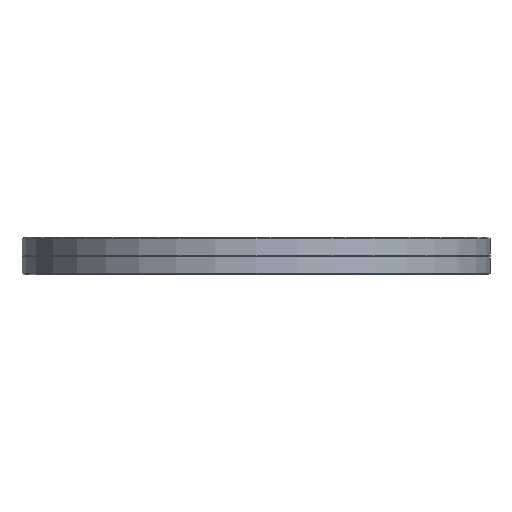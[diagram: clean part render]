
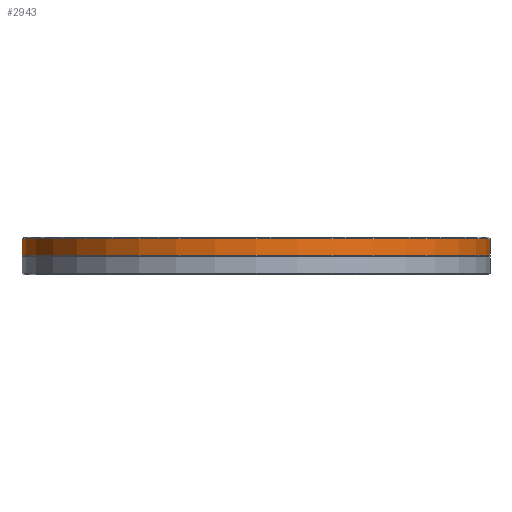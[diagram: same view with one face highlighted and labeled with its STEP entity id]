
A CAD part, front view. The second image highlights one B-rep face of the part: STEP entity #2943.
In plain terms, the highlighted cylindrical face has radius 177.8 mm (diameter 355.6 mm), a partial arc.
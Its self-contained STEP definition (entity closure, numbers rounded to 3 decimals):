
#57 = EDGE_CURVE ( 'NONE', #350, #3421, #1553, .T. ) ;
#65 = DIRECTION ( 'NONE',  ( 0., 0., -1. ) ) ;
#178 = ORIENTED_EDGE ( 'NONE', *, *, #1200, .F. ) ;
#350 = VERTEX_POINT ( 'NONE', #2364 ) ;
#673 = AXIS2_PLACEMENT_3D ( 'NONE', #2846, #977, #3168 ) ;
#731 = CARTESIAN_POINT ( 'NONE',  ( 0., 0., -13.502 ) ) ;
#800 = CYLINDRICAL_SURFACE ( 'NONE', #3433, 177.8 ) ;
#848 = AXIS2_PLACEMENT_3D ( 'NONE', #731, #2915, #1051 ) ;
#868 = DIRECTION ( 'NONE',  ( -1., 0., 0. ) ) ;
#977 = DIRECTION ( 'NONE',  ( 0., 0., 1. ) ) ;
#987 = LINE ( 'NONE', #3446, #3393 ) ;
#1051 = DIRECTION ( 'NONE',  ( -1., 0., 0. ) ) ;
#1193 = CARTESIAN_POINT ( 'NONE',  ( -177.8, 0., -13.502 ) ) ;
#1200 = EDGE_CURVE ( 'NONE', #3421, #3880, #987, .T. ) ;
#1306 = LINE ( 'NONE', #1964, #2863 ) ;
#1553 = CIRCLE ( 'NONE', #673, 177.8 ) ;
#1639 = EDGE_CURVE ( 'NONE', #3627, #3880, #2054, .T. ) ;
#1644 = ORIENTED_EDGE ( 'NONE', *, *, #3939, .T. ) ;
#1790 = DIRECTION ( 'NONE',  ( 0., 0., -1. ) ) ;
#1850 = ORIENTED_EDGE ( 'NONE', *, *, #57, .F. ) ;
#1964 = CARTESIAN_POINT ( 'NONE',  ( -177.8, 0., -7.75 ) ) ;
#2054 = CIRCLE ( 'NONE', #848, 177.8 ) ;
#2220 = CARTESIAN_POINT ( 'NONE',  ( 177.8, 0., -13.502 ) ) ;
#2256 = CARTESIAN_POINT ( 'NONE',  ( 177.8, 0., -1. ) ) ;
#2364 = CARTESIAN_POINT ( 'NONE',  ( -177.8, 0., -1. ) ) ;
#2423 = EDGE_LOOP ( 'NONE', ( #178, #1850, #1644, #3843 ) ) ;
#2486 = DIRECTION ( 'NONE',  ( 0., 0., -1. ) ) ;
#2542 = FACE_OUTER_BOUND ( 'NONE', #2423, .T. ) ;
#2737 = CARTESIAN_POINT ( 'NONE',  ( 0., 0., -7.75 ) ) ;
#2846 = CARTESIAN_POINT ( 'NONE',  ( 0., 0., -1. ) ) ;
#2863 = VECTOR ( 'NONE', #65, 1000. ) ;
#2915 = DIRECTION ( 'NONE',  ( 0., 0., 1. ) ) ;
#2943 = ADVANCED_FACE ( 'NONE', ( #2542 ), #800, .T. ) ;
#3168 = DIRECTION ( 'NONE',  ( 1., 0., 0. ) ) ;
#3393 = VECTOR ( 'NONE', #2486, 1000. ) ;
#3421 = VERTEX_POINT ( 'NONE', #2256 ) ;
#3433 = AXIS2_PLACEMENT_3D ( 'NONE', #2737, #1790, #868 ) ;
#3446 = CARTESIAN_POINT ( 'NONE',  ( 177.8, 0., -7.75 ) ) ;
#3627 = VERTEX_POINT ( 'NONE', #1193 ) ;
#3843 = ORIENTED_EDGE ( 'NONE', *, *, #1639, .T. ) ;
#3880 = VERTEX_POINT ( 'NONE', #2220 ) ;
#3939 = EDGE_CURVE ( 'NONE', #350, #3627, #1306, .T. ) ;
